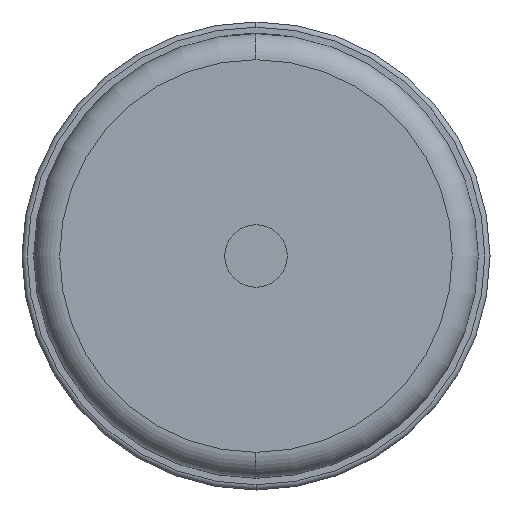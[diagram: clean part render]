
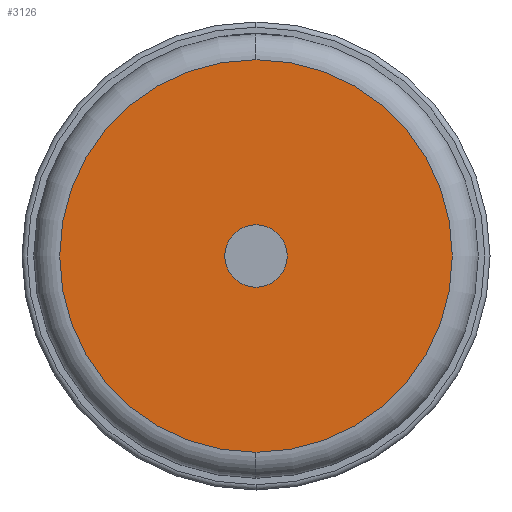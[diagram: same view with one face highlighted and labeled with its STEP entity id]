
A CAD part, left-side view. The second image highlights one B-rep face of the part: STEP entity #3126.
In plain terms, the highlighted planar face has unit normal (-1, 0, 0).
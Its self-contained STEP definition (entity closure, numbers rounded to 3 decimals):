
#124 = VERTEX_POINT ( 'NONE', #715 ) ;
#380 = FACE_BOUND ( 'NONE', #2677, .T. ) ;
#424 = VERTEX_POINT ( 'NONE', #3518 ) ;
#427 = CARTESIAN_POINT ( 'NONE',  ( 0., 0., 0. ) ) ;
#715 = CARTESIAN_POINT ( 'NONE',  ( 0., 0., -6. ) ) ;
#742 = DIRECTION ( 'NONE',  ( 0., 0., -1. ) ) ;
#799 = VERTEX_POINT ( 'NONE', #4283 ) ;
#827 = EDGE_CURVE ( 'NONE', #124, #3653, #1786, .T. ) ;
#1011 = CIRCLE ( 'NONE', #2660, 37.75 ) ;
#1231 = EDGE_LOOP ( 'NONE', ( #3729, #3999 ) ) ;
#1356 = DIRECTION ( 'NONE',  ( 0., 0., -1. ) ) ;
#1404 = CIRCLE ( 'NONE', #1532, 37.75 ) ;
#1532 = AXIS2_PLACEMENT_3D ( 'NONE', #4867, #4037, #1356 ) ;
#1637 = DIRECTION ( 'NONE',  ( 1., 0., 0. ) ) ;
#1675 = EDGE_CURVE ( 'NONE', #424, #799, #1011, .T. ) ;
#1786 = CIRCLE ( 'NONE', #3014, 6. ) ;
#1975 = DIRECTION ( 'NONE',  ( -1., 0., 0. ) ) ;
#2337 = CIRCLE ( 'NONE', #3206, 6. ) ;
#2660 = AXIS2_PLACEMENT_3D ( 'NONE', #5047, #1975, #3097 ) ;
#2677 = EDGE_LOOP ( 'NONE', ( #3692, #2988 ) ) ;
#2706 = CARTESIAN_POINT ( 'NONE',  ( 0., 0., 0. ) ) ;
#2802 = CARTESIAN_POINT ( 'NONE',  ( 0., 0., 6. ) ) ;
#2988 = ORIENTED_EDGE ( 'NONE', *, *, #4508, .F. ) ;
#2996 = FACE_OUTER_BOUND ( 'NONE', #1231, .T. ) ;
#3014 = AXIS2_PLACEMENT_3D ( 'NONE', #2706, #4296, #4679 ) ;
#3097 = DIRECTION ( 'NONE',  ( 0., 0., -1. ) ) ;
#3126 = ADVANCED_FACE ( 'NONE', ( #2996, #380 ), #3521, .F. ) ;
#3206 = AXIS2_PLACEMENT_3D ( 'NONE', #3699, #4300, #742 ) ;
#3518 = CARTESIAN_POINT ( 'NONE',  ( 0., 0., 37.75 ) ) ;
#3521 = PLANE ( 'NONE',  #3658 ) ;
#3653 = VERTEX_POINT ( 'NONE', #2802 ) ;
#3658 = AXIS2_PLACEMENT_3D ( 'NONE', #427, #1637, #4760 ) ;
#3692 = ORIENTED_EDGE ( 'NONE', *, *, #827, .F. ) ;
#3699 = CARTESIAN_POINT ( 'NONE',  ( 0., 0., 0. ) ) ;
#3729 = ORIENTED_EDGE ( 'NONE', *, *, #3809, .T. ) ;
#3809 = EDGE_CURVE ( 'NONE', #799, #424, #1404, .T. ) ;
#3999 = ORIENTED_EDGE ( 'NONE', *, *, #1675, .T. ) ;
#4037 = DIRECTION ( 'NONE',  ( -1., 0., 0. ) ) ;
#4283 = CARTESIAN_POINT ( 'NONE',  ( 0., 0., -37.75 ) ) ;
#4296 = DIRECTION ( 'NONE',  ( -1., 0., 0. ) ) ;
#4300 = DIRECTION ( 'NONE',  ( -1., 0., 0. ) ) ;
#4508 = EDGE_CURVE ( 'NONE', #3653, #124, #2337, .T. ) ;
#4679 = DIRECTION ( 'NONE',  ( 0., 0., -1. ) ) ;
#4760 = DIRECTION ( 'NONE',  ( 0., 0., -1. ) ) ;
#4867 = CARTESIAN_POINT ( 'NONE',  ( 0., 0., 0. ) ) ;
#5047 = CARTESIAN_POINT ( 'NONE',  ( 0., 0., 0. ) ) ;
